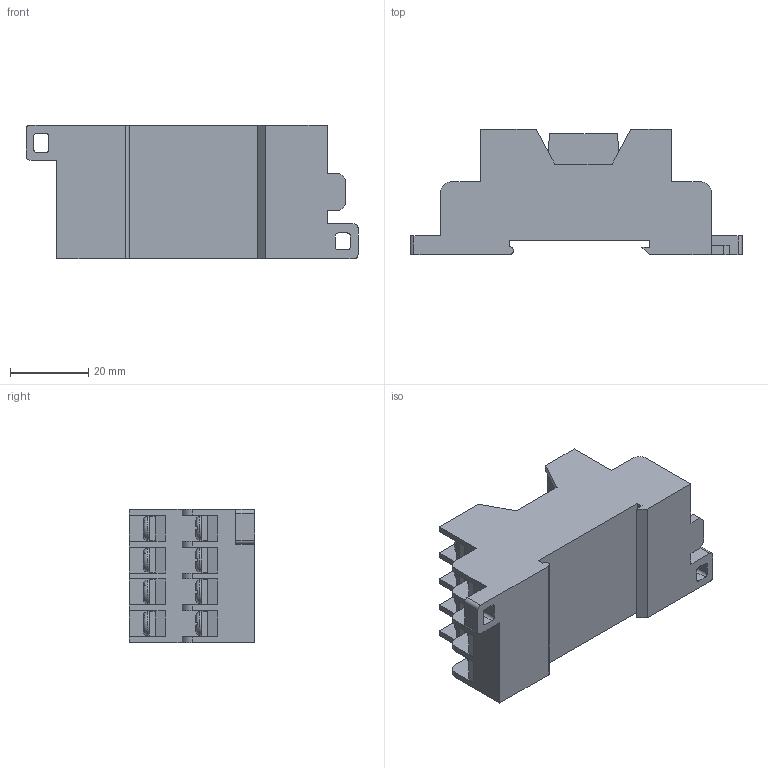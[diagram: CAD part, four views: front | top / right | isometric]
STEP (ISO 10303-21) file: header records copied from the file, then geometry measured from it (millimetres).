
FILE_DESCRIPTION (( 'STEP AP214' ), '1' );
FILE_NAME ('RS4N-DE.STEP', '2013-12-02T19:07:44', ( '' ), ( '' ), 'SwSTEP 2.0', 'SolidWorks 2013', '' );
FILE_SCHEMA (( 'AUTOMOTIVE_DESIGN' ));
Length unit declared in the file: inch
Products named in the file (1): RS4N-DE
Bounding box: 84.84 x 32 x 34.04 mm (x, y, z)
Volume: 46819.5 mm3; surface area: 19336 mm2
Topology: 1 solids, 1 shells, 607 faces, 1663 edges, 1098 vertices
Faces by surface type: plane 520, cylinder 55, torus 32
Entity records: 27278 total; most frequent: CARTESIAN_POINT 4121, ORIENTED_EDGE 3326, DIRECTION 2893, EDGE_CURVE 1663, VECTOR 1233, LINE 1233, VERTEX_POINT 1098, AXIS2_PLACEMENT_3D 830
